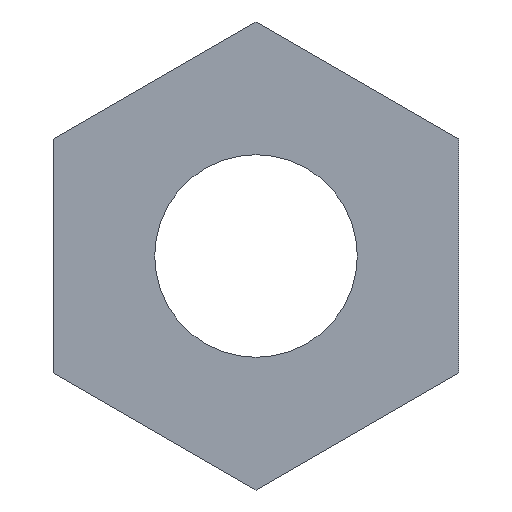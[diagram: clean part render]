
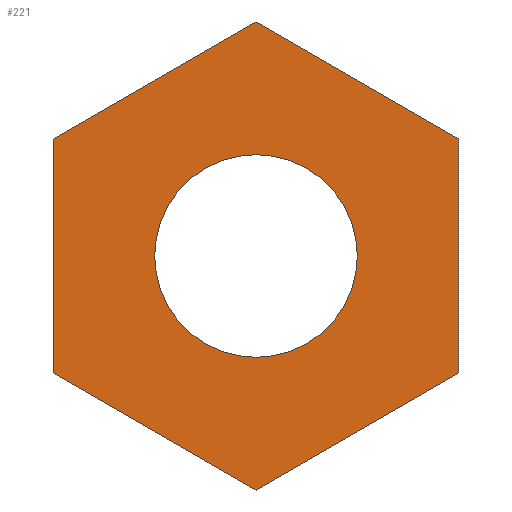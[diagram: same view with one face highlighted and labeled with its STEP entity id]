
A CAD part, front view. The second image highlights one B-rep face of the part: STEP entity #221.
In plain terms, the highlighted planar face has unit normal (0, -1, 0).
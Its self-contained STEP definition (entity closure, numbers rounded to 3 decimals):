
#11 = CARTESIAN_POINT ( 'NONE',  ( 0., 0., 0. ) ) ;
#18 = VECTOR ( 'NONE', #219, 1000. ) ;
#35 = CARTESIAN_POINT ( 'NONE',  ( -3., 0., 1.732 ) ) ;
#36 = VECTOR ( 'NONE', #68, 1000. ) ;
#47 = FACE_OUTER_BOUND ( 'NONE', #60, .T. ) ;
#48 = EDGE_CURVE ( 'NONE', #242, #210, #204, .T. ) ;
#57 = VERTEX_POINT ( 'NONE', #253 ) ;
#60 = EDGE_LOOP ( 'NONE', ( #283, #245, #116, #220, #130, #141 ) ) ;
#62 = EDGE_LOOP ( 'NONE', ( #237, #308 ) ) ;
#66 = EDGE_CURVE ( 'NONE', #314, #322, #205, .T. ) ;
#68 = DIRECTION ( 'NONE',  ( 0.866, 0., 0.5 ) ) ;
#70 = CIRCLE ( 'NONE', #263, 1.5 ) ;
#75 = CARTESIAN_POINT ( 'NONE',  ( -3., 0., 1.732 ) ) ;
#81 = CARTESIAN_POINT ( 'NONE',  ( 0., 0., -3.464 ) ) ;
#84 = CARTESIAN_POINT ( 'NONE',  ( 0., 0., -1.5 ) ) ;
#85 = EDGE_CURVE ( 'NONE', #322, #314, #70, .T. ) ;
#88 = VERTEX_POINT ( 'NONE', #297 ) ;
#92 = VECTOR ( 'NONE', #212, 1000. ) ;
#93 = LINE ( 'NONE', #248, #274 ) ;
#106 = VERTEX_POINT ( 'NONE', #171 ) ;
#116 = ORIENTED_EDGE ( 'NONE', *, *, #336, .F. ) ;
#121 = DIRECTION ( 'NONE',  ( 0., 1., 0. ) ) ;
#123 = CARTESIAN_POINT ( 'NONE',  ( 0., 0., 3.464 ) ) ;
#124 = EDGE_CURVE ( 'NONE', #168, #242, #273, .T. ) ;
#130 = ORIENTED_EDGE ( 'NONE', *, *, #277, .F. ) ;
#131 = CARTESIAN_POINT ( 'NONE',  ( 3., 0., 1.732 ) ) ;
#137 = EDGE_CURVE ( 'NONE', #88, #168, #93, .T. ) ;
#141 = ORIENTED_EDGE ( 'NONE', *, *, #48, .F. ) ;
#148 = DIRECTION ( 'NONE',  ( 0., 1., 0. ) ) ;
#151 = DIRECTION ( 'NONE',  ( 0., 0., 1. ) ) ;
#153 = AXIS2_PLACEMENT_3D ( 'NONE', #11, #148, #254 ) ;
#168 = VERTEX_POINT ( 'NONE', #75 ) ;
#171 = CARTESIAN_POINT ( 'NONE',  ( 3., 0., -1.732 ) ) ;
#201 = VECTOR ( 'NONE', #236, 1000. ) ;
#203 = DIRECTION ( 'NONE',  ( 0., 0., 1. ) ) ;
#204 = LINE ( 'NONE', #123, #225 ) ;
#205 = CIRCLE ( 'NONE', #153, 1.5 ) ;
#207 = LINE ( 'NONE', #284, #92 ) ;
#210 = VERTEX_POINT ( 'NONE', #231 ) ;
#212 = DIRECTION ( 'NONE',  ( -0.866, 0., -0.5 ) ) ;
#216 = EDGE_CURVE ( 'NONE', #106, #57, #207, .T. ) ;
#217 = FACE_BOUND ( 'NONE', #62, .T. ) ;
#218 = CARTESIAN_POINT ( 'NONE',  ( 0., 0., 1.5 ) ) ;
#219 = DIRECTION ( 'NONE',  ( -0.866, 0., 0.5 ) ) ;
#220 = ORIENTED_EDGE ( 'NONE', *, *, #216, .F. ) ;
#221 = ADVANCED_FACE ( 'NONE', ( #47, #217 ), #257, .F. ) ;
#225 = VECTOR ( 'NONE', #227, 1000. ) ;
#227 = DIRECTION ( 'NONE',  ( 0.866, 0., -0.5 ) ) ;
#231 = CARTESIAN_POINT ( 'NONE',  ( 3., 0., 1.732 ) ) ;
#236 = DIRECTION ( 'NONE',  ( 0., 0., -1. ) ) ;
#237 = ORIENTED_EDGE ( 'NONE', *, *, #85, .T. ) ;
#242 = VERTEX_POINT ( 'NONE', #305 ) ;
#245 = ORIENTED_EDGE ( 'NONE', *, *, #137, .F. ) ;
#248 = CARTESIAN_POINT ( 'NONE',  ( -3., 0., -1.732 ) ) ;
#253 = CARTESIAN_POINT ( 'NONE',  ( 0., 0., -3.464 ) ) ;
#254 = DIRECTION ( 'NONE',  ( 0., 0., 1. ) ) ;
#257 = PLANE ( 'NONE',  #311 ) ;
#261 = DIRECTION ( 'NONE',  ( 0., 1., 0. ) ) ;
#263 = AXIS2_PLACEMENT_3D ( 'NONE', #302, #121, #151 ) ;
#273 = LINE ( 'NONE', #35, #36 ) ;
#274 = VECTOR ( 'NONE', #203, 1000. ) ;
#277 = EDGE_CURVE ( 'NONE', #210, #106, #281, .T. ) ;
#281 = LINE ( 'NONE', #131, #201 ) ;
#282 = DIRECTION ( 'NONE',  ( 0., 0., 1. ) ) ;
#283 = ORIENTED_EDGE ( 'NONE', *, *, #124, .F. ) ;
#284 = CARTESIAN_POINT ( 'NONE',  ( 3., 0., -1.732 ) ) ;
#293 = LINE ( 'NONE', #81, #18 ) ;
#297 = CARTESIAN_POINT ( 'NONE',  ( -3., 0., -1.732 ) ) ;
#302 = CARTESIAN_POINT ( 'NONE',  ( 0., 0., 0. ) ) ;
#304 = CARTESIAN_POINT ( 'NONE',  ( 0., 0., 0. ) ) ;
#305 = CARTESIAN_POINT ( 'NONE',  ( 0., 0., 3.464 ) ) ;
#308 = ORIENTED_EDGE ( 'NONE', *, *, #66, .T. ) ;
#311 = AXIS2_PLACEMENT_3D ( 'NONE', #304, #261, #282 ) ;
#314 = VERTEX_POINT ( 'NONE', #218 ) ;
#322 = VERTEX_POINT ( 'NONE', #84 ) ;
#336 = EDGE_CURVE ( 'NONE', #57, #88, #293, .T. ) ;
